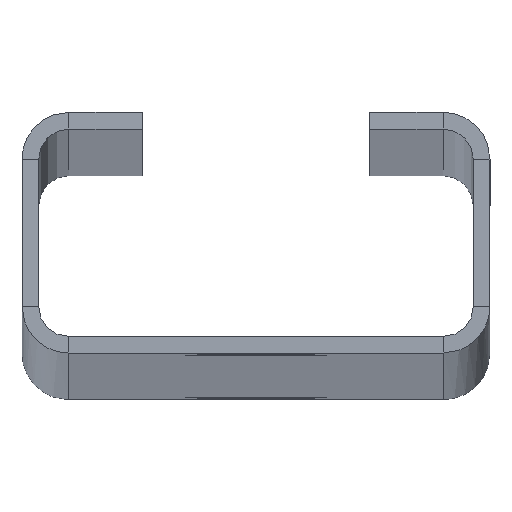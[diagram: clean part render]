
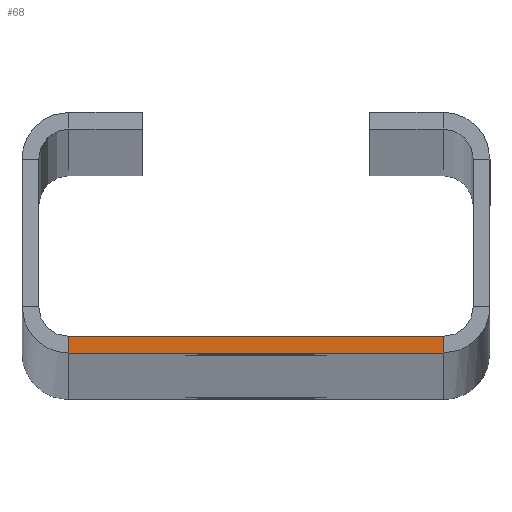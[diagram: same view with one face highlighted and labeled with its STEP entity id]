
A CAD part, top view. The second image highlights one B-rep face of the part: STEP entity #68.
In plain terms, the highlighted planar face has unit normal (0, 0, 1).
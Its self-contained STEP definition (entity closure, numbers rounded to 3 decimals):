
#68=ADVANCED_FACE('',(#136),#1068,.T.);
#136=FACE_OUTER_BOUND('',#224,.T.);
#224=EDGE_LOOP('',(#454,#455,#456,#457));
#454=ORIENTED_EDGE('',*,*,#703,.F.);
#455=ORIENTED_EDGE('',*,*,#651,.T.);
#456=ORIENTED_EDGE('',*,*,#702,.T.);
#457=ORIENTED_EDGE('',*,*,#601,.T.);
#601=EDGE_CURVE('',#932,#929,#823,.T.);
#651=EDGE_CURVE('',#975,#977,#862,.T.);
#702=EDGE_CURVE('',#977,#932,#783,.T.);
#703=EDGE_CURVE('',#975,#929,#901,.T.);
#783=(
BOUNDED_CURVE()
B_SPLINE_CURVE(1,(#1886,#1887),.UNSPECIFIED.,.F.,.F.)
B_SPLINE_CURVE_WITH_KNOTS((2,2),(-1.,0.),.UNSPECIFIED.)
CURVE()
GEOMETRIC_REPRESENTATION_ITEM()
RATIONAL_B_SPLINE_CURVE((1.,1.))
REPRESENTATION_ITEM('')
);
#823=B_SPLINE_CURVE_WITH_KNOTS('',1,(#1672,#1673),.UNSPECIFIED.,.F.,.F.,
(2,2),(0.,28.072),.UNSPECIFIED.);
#862=B_SPLINE_CURVE_WITH_KNOTS('',1,(#1780,#1781),.UNSPECIFIED.,.F.,.F.,
(2,2),(-28.072,0.),.UNSPECIFIED.);
#901=B_SPLINE_CURVE_WITH_KNOTS('',1,(#1888,#1889),.UNSPECIFIED.,.F.,.F.,
(2,2),(-1.,0.),.UNSPECIFIED.);
#929=VERTEX_POINT('',#1553);
#932=VERTEX_POINT('',#1556);
#975=VERTEX_POINT('',#1599);
#977=VERTEX_POINT('',#1601);
#1068=PLANE('',#1198);
#1198=AXIS2_PLACEMENT_3D('',#1372,#1243,$);
#1243=DIRECTION('',(0.,0.,1.));
#1372=CARTESIAN_POINT('',(14.036,-9.,2000.));
#1553=CARTESIAN_POINT('',(14.036,-9.,2000.));
#1556=CARTESIAN_POINT('',(-14.036,-9.,2000.));
#1599=CARTESIAN_POINT('',(14.036,-7.75,2000.));
#1601=CARTESIAN_POINT('',(-14.036,-7.75,2000.));
#1672=CARTESIAN_POINT('',(-14.036,-9.,2000.));
#1673=CARTESIAN_POINT('',(14.036,-9.,2000.));
#1780=CARTESIAN_POINT('',(14.036,-7.75,2000.));
#1781=CARTESIAN_POINT('',(-14.036,-7.75,2000.));
#1886=CARTESIAN_POINT('',(-14.036,-7.75,2000.));
#1887=CARTESIAN_POINT('',(-14.036,-9.,2000.));
#1888=CARTESIAN_POINT('',(14.036,-7.75,2000.));
#1889=CARTESIAN_POINT('',(14.036,-9.,2000.));
